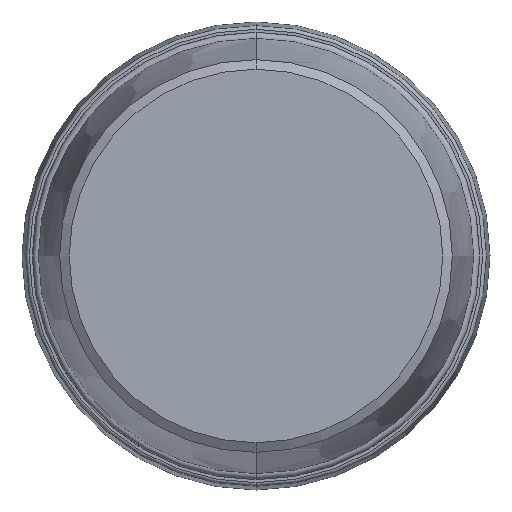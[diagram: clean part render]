
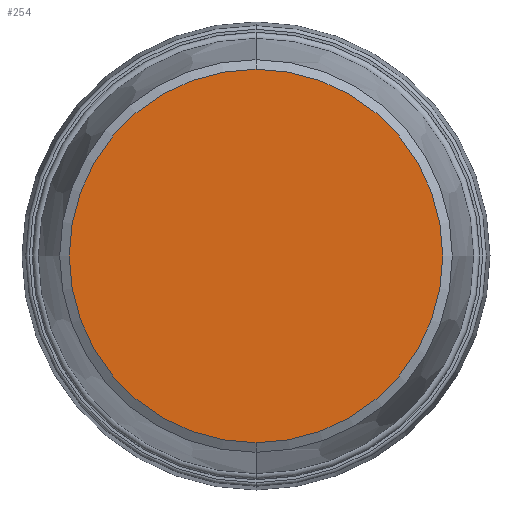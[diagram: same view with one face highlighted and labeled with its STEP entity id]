
A CAD part, front view. The second image highlights one B-rep face of the part: STEP entity #254.
In plain terms, the highlighted planar face has unit normal (0, -1, 0).
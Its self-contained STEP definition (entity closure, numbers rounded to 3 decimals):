
#104 = CARTESIAN_POINT ( 'NONE',  ( 0., 0., 780. ) ) ;
#131 = ORIENTED_EDGE ( 'NONE', *, *, #348, .F. ) ;
#192 = AXIS2_PLACEMENT_3D ( 'NONE', #328, #207, #214 ) ;
#207 = DIRECTION ( 'NONE',  ( 0., 1., 0. ) ) ;
#214 = DIRECTION ( 'NONE',  ( 0., 0., 1. ) ) ;
#229 = DIRECTION ( 'NONE',  ( 0., 1., 0. ) ) ;
#254 = ADVANCED_FACE ( 'NONE', ( #291 ), #474, .F. ) ;
#271 = CARTESIAN_POINT ( 'NONE',  ( 0., 0., -780. ) ) ;
#291 = FACE_OUTER_BOUND ( 'NONE', #426, .T. ) ;
#300 = DIRECTION ( 'NONE',  ( 0., 1., 0. ) ) ;
#325 = VERTEX_POINT ( 'NONE', #271 ) ;
#328 = CARTESIAN_POINT ( 'NONE',  ( 0., 0., 0. ) ) ;
#348 = EDGE_CURVE ( 'NONE', #566, #325, #601, .T. ) ;
#351 = DIRECTION ( 'NONE',  ( 0., 0., 1. ) ) ;
#426 = EDGE_LOOP ( 'NONE', ( #131, #567 ) ) ;
#474 = PLANE ( 'NONE',  #482 ) ;
#477 = DIRECTION ( 'NONE',  ( 0., 0., 1. ) ) ;
#482 = AXIS2_PLACEMENT_3D ( 'NONE', #729, #229, #351 ) ;
#495 = CIRCLE ( 'NONE', #744, 780. ) ;
#566 = VERTEX_POINT ( 'NONE', #104 ) ;
#567 = ORIENTED_EDGE ( 'NONE', *, *, #703, .F. ) ;
#601 = CIRCLE ( 'NONE', #192, 780. ) ;
#703 = EDGE_CURVE ( 'NONE', #325, #566, #495, .T. ) ;
#729 = CARTESIAN_POINT ( 'NONE',  ( 0., 0., 0. ) ) ;
#744 = AXIS2_PLACEMENT_3D ( 'NONE', #791, #300, #477 ) ;
#791 = CARTESIAN_POINT ( 'NONE',  ( 0., 0., 0. ) ) ;
